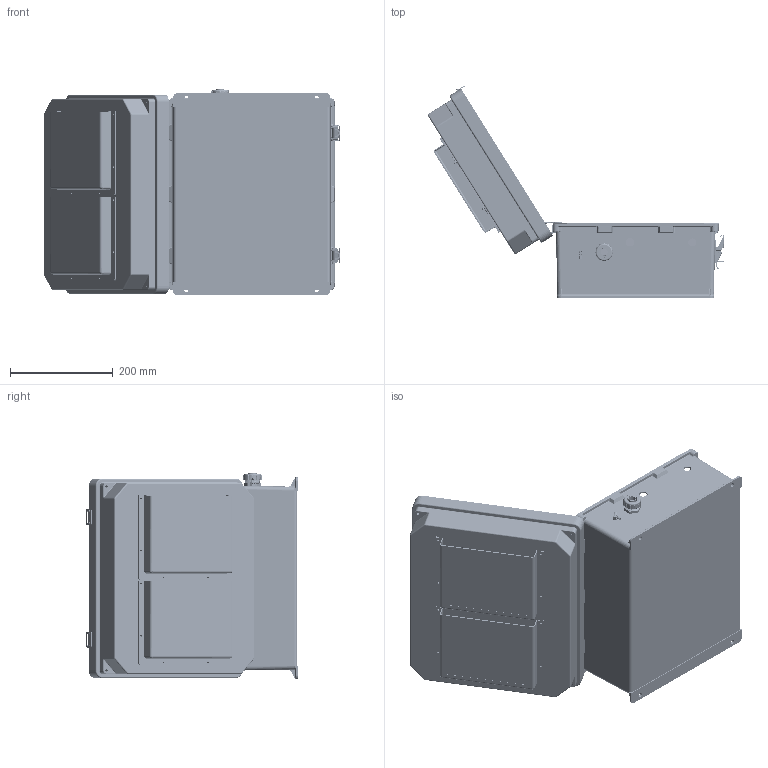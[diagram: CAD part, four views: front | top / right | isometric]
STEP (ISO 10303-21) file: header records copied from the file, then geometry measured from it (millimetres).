
FILE_DESCRIPTION (( 'STEP AP214' ), '1' );
FILE_NAME ('NB141207-2HF_3D.step', '2025-10-28T17:12:10', ( '' ), ( '' ), 'SwSTEP 2.0', 'SolidWorks 2025', '' );
FILE_SCHEMA (( 'AUTOMOTIVE_DESIGN' ));
Length unit declared in the file: inch
Products named in the file (30): NB141207-Lid-Vented; 10-32 NEMA PLATE SCREW; NB141207-2HF_3D; XMH-0002; XFS-0026; XCTB-0002; Fan Screen-120x120 ALUM; XFN-0002; XMH-0007; XFS-0024_90184A168; XCT-0010; XF797-02; MJSCVR; NB141207-DoorClasp-1; XF451-01; NB141207-Box; XFS-0017; XMH-0004-1; 1AM07-189; NB141207-Hinge; XC-0003; XFS-0023_92470A148; XM220-01-UL; XFN-0013; XFW-0002; NEMA GroundWire-2; XFN-0003; XCT-0011; XCT-0005; NB141207-DoorClasp-2
Assembly tree (63 placements, depth 2):
  NB141207-2HF_3D
    NB141207-Box
    NB141207-Hinge  x2
    NB141207-Lid-Vented
    NB141207-DoorClasp-1  x2
    NB141207-DoorClasp-2  x2
    XC-0003
    XFS-0026
    XCT-0005
    XFN-0003  x2
    XFW-0002
    XF451-01
    XCT-0010
    XCT-0011
    XCTB-0002
    XFN-0013  x2
    10-32 NEMA PLATE SCREW  x4
    XFS-0017  x5
    XF797-02
    XMH-0007  x4
    NEMA GroundWire-2
    XM220-01-UL  x2
    XFN-0002  x8
    Fan Screen-120x120 ALUM  x2
    XMH-0002
    XMH-0004-1
    XFS-0024_90184A168  x4
    XFS-0023_92470A148  x4
    1AM07-189  x2
    MJSCVR  x4
Bounding box: 578.07 x 413.05 x 402.37 mm (x, y, z)
Volume: 2572401.1 mm3; surface area: 1701549.8 mm2
Topology: 70 solids, 71 shells, 8029 faces, 21442 edges, 13571 vertices
Faces by surface type: cylinder 3481, plane 2185, cone 1301, bspline 618, torus 400, sphere 44
Entity records: 164235 total; most frequent: CARTESIAN_POINT 56875, ORIENTED_EDGE 22938, DIRECTION 21512, EDGE_CURVE 11469, AXIS2_PLACEMENT_3D 8065, VERTEX_POINT 7228, LINE 5382, VECTOR 5382
